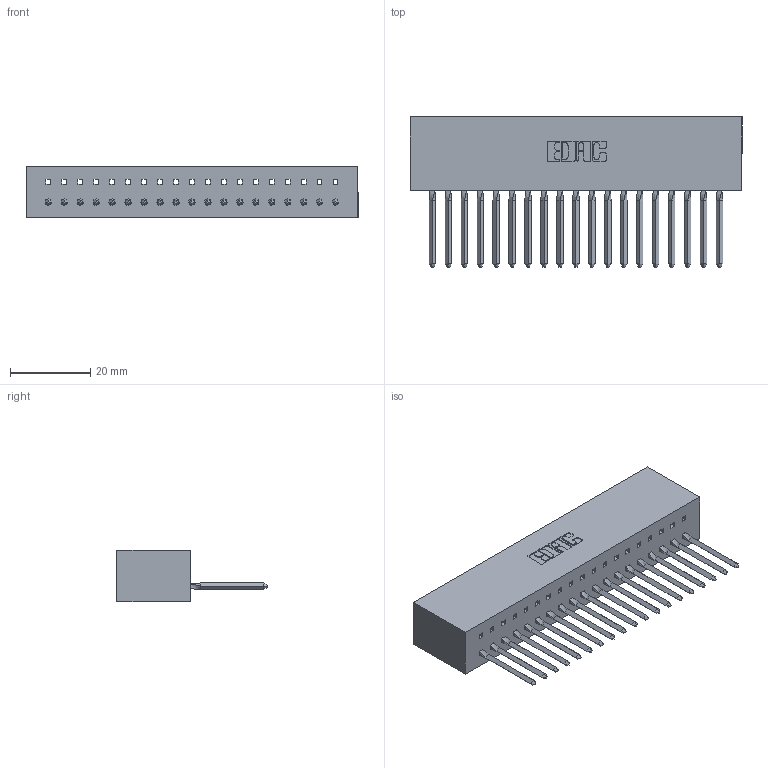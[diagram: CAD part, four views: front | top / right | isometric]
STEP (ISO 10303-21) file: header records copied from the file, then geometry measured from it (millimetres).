
FILE_DESCRIPTION (( 'STEP AP203' ), '1' );
FILE_NAME ('317-019-542-601.STEP', '2020-02-27T16:15:27', ( '' ), ( '' ), 'SwSTEP 2.0', 'SolidWorks 2016', '' );
FILE_SCHEMA (( 'CONFIG_CONTROL_DESIGN' ));
Length unit declared in the file: inch
Products named in the file (3): 317-019-542-601; 317 Part_Lugless; 317-290-003_542
Assembly tree (20 placements, depth 2):
  317-019-542-601
    317 Part_Lugless
    317-290-003_542  x19
Bounding box: 82.5 x 37.34 x 12.7 mm (x, y, z)
Volume: 13718.9 mm3; surface area: 16260.9 mm2
Topology: 20 solids, 20 shells, 1515 faces, 4362 edges, 2818 vertices
Faces by surface type: plane 1266, cylinder 173, bspline 76
Entity records: 28673 total; most frequent: CARTESIAN_POINT 5334, ORIENTED_EDGE 5016, DIRECTION 4214, EDGE_CURVE 2508, LINE 2346, VECTOR 2346, VERTEX_POINT 1666, AXIS2_PLACEMENT_3D 934
